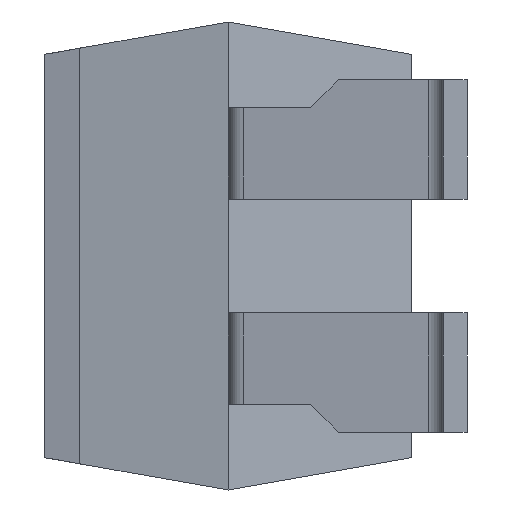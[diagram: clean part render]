
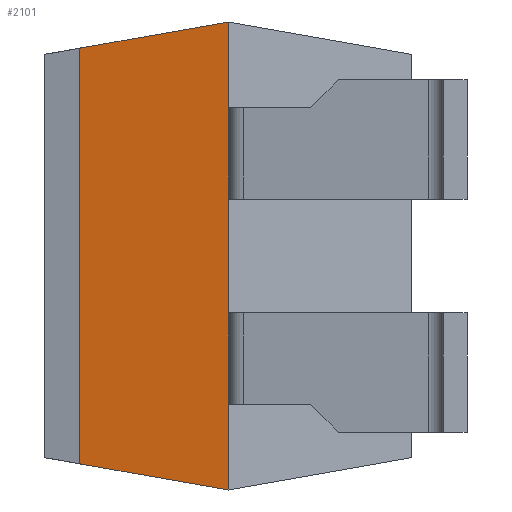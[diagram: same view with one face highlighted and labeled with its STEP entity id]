
A CAD part, left-side view. The second image highlights one B-rep face of the part: STEP entity #2101.
In plain terms, the highlighted planar face has unit normal (-0.985, 0.174, 0).
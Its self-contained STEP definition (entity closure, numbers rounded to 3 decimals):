
#20 = VECTOR ( 'NONE', #3377, 1000. ) ;
#53 = DIRECTION ( 'NONE',  ( 0., 0., 1. ) ) ;
#96 = AXIS2_PLACEMENT_3D ( 'NONE', #900, #104, #3253 ) ;
#104 = DIRECTION ( 'NONE',  ( -0.985, 0.174, 0. ) ) ;
#118 = PLANE ( 'NONE',  #96 ) ;
#261 = DIRECTION ( 'NONE',  ( 0., 0., 1. ) ) ;
#303 = CARTESIAN_POINT ( 'NONE',  ( -3.5, -2.6, 2.55 ) ) ;
#320 = LINE ( 'NONE', #303, #2202 ) ;
#352 = VERTEX_POINT ( 'NONE', #1422 ) ;
#366 = ORIENTED_EDGE ( 'NONE', *, *, #1497, .T. ) ;
#408 = CARTESIAN_POINT ( 'NONE',  ( -3.5, -2.6, -0.62 ) ) ;
#448 = ORIENTED_EDGE ( 'NONE', *, *, #917, .F. ) ;
#484 = VERTEX_POINT ( 'NONE', #3080 ) ;
#502 = EDGE_CURVE ( 'NONE', #352, #1263, #773, .T. ) ;
#509 = LINE ( 'NONE', #969, #1740 ) ;
#546 = CARTESIAN_POINT ( 'NONE',  ( -3.215, -0.981, 2.55 ) ) ;
#563 = EDGE_CURVE ( 'NONE', #2500, #2073, #320, .T. ) ;
#595 = DIRECTION ( 'NONE',  ( 0., 0., -1. ) ) ;
#620 = VECTOR ( 'NONE', #2063, 1000. ) ;
#743 = ORIENTED_EDGE ( 'NONE', *, *, #502, .T. ) ;
#773 = LINE ( 'NONE', #2331, #2598 ) ;
#775 = VECTOR ( 'NONE', #1663, 1000. ) ;
#807 = VERTEX_POINT ( 'NONE', #1748 ) ;
#838 = CARTESIAN_POINT ( 'NONE',  ( -3.5, -2.6, -2.55 ) ) ;
#900 = CARTESIAN_POINT ( 'NONE',  ( -3.5, -2.6, 2.55 ) ) ;
#917 = EDGE_CURVE ( 'NONE', #807, #1992, #2871, .T. ) ;
#942 = ORIENTED_EDGE ( 'NONE', *, *, #993, .F. ) ;
#969 = CARTESIAN_POINT ( 'NONE',  ( -3.5, -2.6, 2.55 ) ) ;
#993 = EDGE_CURVE ( 'NONE', #2147, #807, #1877, .T. ) ;
#1049 = DIRECTION ( 'NONE',  ( -0.171, -0.97, -0.171 ) ) ;
#1263 = VERTEX_POINT ( 'NONE', #838 ) ;
#1330 = CARTESIAN_POINT ( 'NONE',  ( -3.295, -1.438, 2.345 ) ) ;
#1377 = ORIENTED_EDGE ( 'NONE', *, *, #563, .F. ) ;
#1422 = CARTESIAN_POINT ( 'NONE',  ( -3.215, -0.981, -2.265 ) ) ;
#1497 = EDGE_CURVE ( 'NONE', #1263, #484, #2196, .T. ) ;
#1607 = DIRECTION ( 'NONE',  ( 0., 0., -1. ) ) ;
#1653 = CARTESIAN_POINT ( 'NONE',  ( -3.5, -2.6, 2.55 ) ) ;
#1663 = DIRECTION ( 'NONE',  ( -0.171, -0.97, 0.171 ) ) ;
#1688 = FACE_OUTER_BOUND ( 'NONE', #2576, .T. ) ;
#1740 = VECTOR ( 'NONE', #261, 1000. ) ;
#1748 = CARTESIAN_POINT ( 'NONE',  ( -3.5, -2.6, 2.55 ) ) ;
#1771 = CARTESIAN_POINT ( 'NONE',  ( -3.215, -0.981, 2.265 ) ) ;
#1778 = ORIENTED_EDGE ( 'NONE', *, *, #2030, .T. ) ;
#1836 = VECTOR ( 'NONE', #53, 1000. ) ;
#1877 = LINE ( 'NONE', #1330, #775 ) ;
#1924 = EDGE_CURVE ( 'NONE', #484, #2073, #2024, .T. ) ;
#1992 = VERTEX_POINT ( 'NONE', #2150 ) ;
#2024 = LINE ( 'NONE', #2325, #620 ) ;
#2030 = EDGE_CURVE ( 'NONE', #2147, #352, #2901, .T. ) ;
#2063 = DIRECTION ( 'NONE',  ( 0., 0., 1. ) ) ;
#2073 = VERTEX_POINT ( 'NONE', #408 ) ;
#2101 = ADVANCED_FACE ( 'NONE', ( #1688 ), #118, .T. ) ;
#2147 = VERTEX_POINT ( 'NONE', #1771 ) ;
#2150 = CARTESIAN_POINT ( 'NONE',  ( -3.5, -2.6, 1.616 ) ) ;
#2190 = EDGE_CURVE ( 'NONE', #2500, #1992, #509, .T. ) ;
#2196 = LINE ( 'NONE', #1653, #1836 ) ;
#2202 = VECTOR ( 'NONE', #595, 1000. ) ;
#2325 = CARTESIAN_POINT ( 'NONE',  ( -3.5, -2.6, 2.55 ) ) ;
#2331 = CARTESIAN_POINT ( 'NONE',  ( -3.351, -1.753, -2.401 ) ) ;
#2348 = CARTESIAN_POINT ( 'NONE',  ( -3.5, -2.6, 2.55 ) ) ;
#2355 = CARTESIAN_POINT ( 'NONE',  ( -3.5, -2.6, 0.62 ) ) ;
#2500 = VERTEX_POINT ( 'NONE', #2355 ) ;
#2576 = EDGE_LOOP ( 'NONE', ( #942, #1778, #743, #366, #3332, #1377, #2603, #448 ) ) ;
#2598 = VECTOR ( 'NONE', #1049, 1000. ) ;
#2603 = ORIENTED_EDGE ( 'NONE', *, *, #2190, .T. ) ;
#2871 = LINE ( 'NONE', #2348, #20 ) ;
#2901 = LINE ( 'NONE', #546, #3034 ) ;
#3034 = VECTOR ( 'NONE', #1607, 1000. ) ;
#3080 = CARTESIAN_POINT ( 'NONE',  ( -3.5, -2.6, -1.616 ) ) ;
#3253 = DIRECTION ( 'NONE',  ( -0.174, -0.985, 0. ) ) ;
#3332 = ORIENTED_EDGE ( 'NONE', *, *, #1924, .T. ) ;
#3377 = DIRECTION ( 'NONE',  ( 0., 0., -1. ) ) ;
